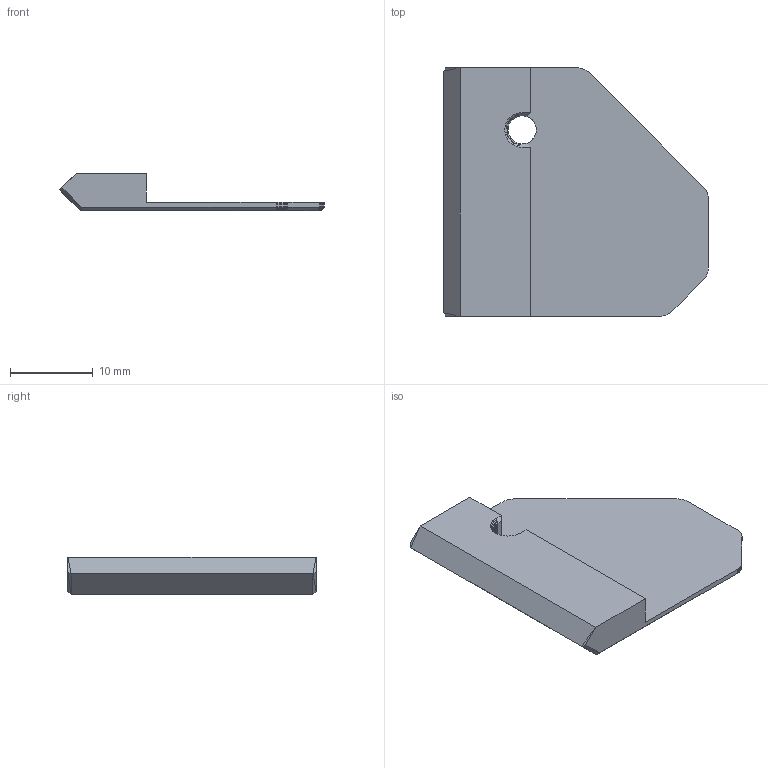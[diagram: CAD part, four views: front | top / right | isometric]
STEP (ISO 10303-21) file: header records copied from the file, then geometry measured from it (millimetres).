
FILE_DESCRIPTION(('FreeCAD Model'),'2;1');
FILE_NAME('./VORON-0/STLs/VORON0.0/V0_Panel_Mounting/For_2.5mm_Panels/2point5mm_Bottom_Corner_Rear_mirror_x1.step','2020-04-30T21:53:38',('FreeCAD'),( 'FreeCAD'),'Open CASCADE STEP processor 7.3','FreeCAD','Unknown');
FILE_SCHEMA(('AUTOMOTIVE_DESIGN { 1 0 10303 214 1 1 1 1 }'));
Length unit declared in the file: millimetre
Products named in the file (1): Open CASCADE STEP translator 7.3 1
Bounding box: 32 x 30 x 4.5 mm (x, y, z)
Surface area: 1956.2 mm2 (no closed solid volume)
Topology: 0 solids, 1 shells, 455 faces, 864 edges, 410 vertices
Faces by surface type: plane 455
Entity records: 10528 total; most frequent: DIRECTION 1776, CARTESIAN_POINT 1730, ORIENTED_EDGE 1728, EDGE_CURVE 864, LINE 864, VECTOR 864, AXIS2_PLACEMENT_3D 456, FACE_BOUND 456
